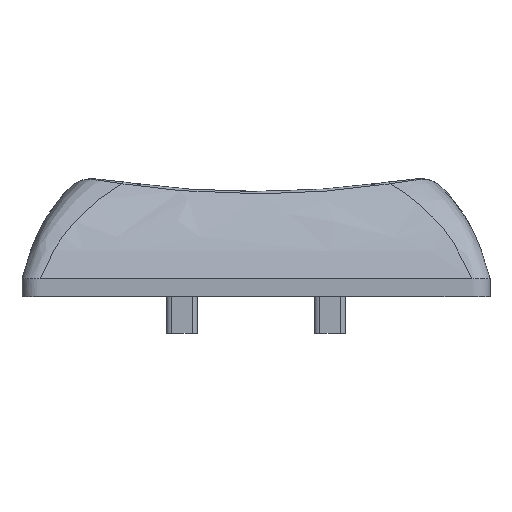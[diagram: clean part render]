
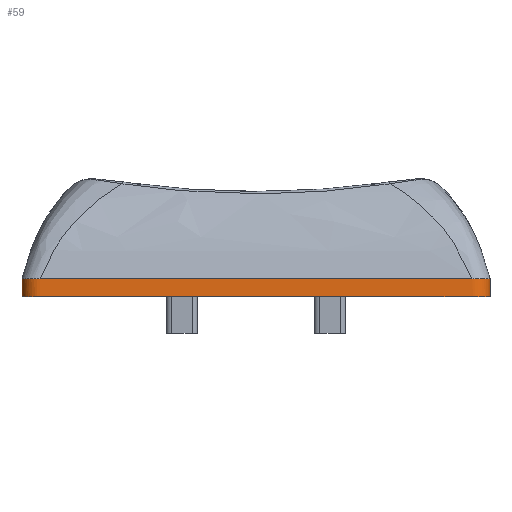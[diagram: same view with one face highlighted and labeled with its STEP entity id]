
A CAD part, front view. The second image highlights one B-rep face of the part: STEP entity #59.
In plain terms, the highlighted free-form (B-spline) face has degree [1, 2] with [2, 9] control points.
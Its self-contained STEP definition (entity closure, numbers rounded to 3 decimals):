
#59=ADVANCED_FACE('',(#143),#1322,.T.);
#143=FACE_OUTER_BOUND('',#229,.T.);
#229=EDGE_LOOP('',(#498,#499,#500,#501,#502,#503,#504));
#498=ORIENTED_EDGE('',*,*,#936,.T.);
#499=ORIENTED_EDGE('',*,*,#877,.T.);
#500=ORIENTED_EDGE('',*,*,#878,.T.);
#501=ORIENTED_EDGE('',*,*,#879,.T.);
#502=ORIENTED_EDGE('',*,*,#880,.T.);
#503=ORIENTED_EDGE('',*,*,#846,.F.);
#504=ORIENTED_EDGE('',*,*,#937,.F.);
#846=EDGE_CURVE('',#1242,#1243,#1106,.T.);
#877=EDGE_CURVE('',#1264,#1265,#1137,.T.);
#878=EDGE_CURVE('',#1265,#1266,#1138,.T.);
#879=EDGE_CURVE('',#1266,#1267,#1139,.T.);
#880=EDGE_CURVE('',#1267,#1243,#1140,.T.);
#936=EDGE_CURVE('',#1304,#1264,#1158,.T.);
#937=EDGE_CURVE('',#1304,#1242,#1159,.T.);
#1106=(
BOUNDED_CURVE()
B_SPLINE_CURVE(1,(#5035,#5036),.UNSPECIFIED.,.F.,.F.)
B_SPLINE_CURVE_WITH_KNOTS((2,2),(0.,0.7),.UNSPECIFIED.)
CURVE()
GEOMETRIC_REPRESENTATION_ITEM()
RATIONAL_B_SPLINE_CURVE((1.,1.))
REPRESENTATION_ITEM('')
);
#1137=(
BOUNDED_CURVE()
B_SPLINE_CURVE(2,(#5233,#5234,#5235),.UNSPECIFIED.,.F.,.F.)
B_SPLINE_CURVE_WITH_KNOTS((3,3),(35.399,36.499),
 .UNSPECIFIED.)
CURVE()
GEOMETRIC_REPRESENTATION_ITEM()
RATIONAL_B_SPLINE_CURVE((1.,0.707,1.))
REPRESENTATION_ITEM('')
);
#1138=(
BOUNDED_CURVE()
B_SPLINE_CURVE(2,(#5236,#5237,#5238),.UNSPECIFIED.,.F.,.F.)
B_SPLINE_CURVE_WITH_KNOTS((3,3),(36.499,53.099),
 .UNSPECIFIED.)
CURVE()
GEOMETRIC_REPRESENTATION_ITEM()
RATIONAL_B_SPLINE_CURVE((1.,1.,1.))
REPRESENTATION_ITEM('')
);
#1139=(
BOUNDED_CURVE()
B_SPLINE_CURVE(2,(#5239,#5240,#5241),.UNSPECIFIED.,.F.,.F.)
B_SPLINE_CURVE_WITH_KNOTS((3,3),(53.099,54.198),
 .UNSPECIFIED.)
CURVE()
GEOMETRIC_REPRESENTATION_ITEM()
RATIONAL_B_SPLINE_CURVE((1.,0.707,1.))
REPRESENTATION_ITEM('')
);
#1140=(
BOUNDED_CURVE()
B_SPLINE_CURVE(2,(#5242,#5243,#5244),.UNSPECIFIED.,.F.,.F.)
B_SPLINE_CURVE_WITH_KNOTS((3,3),(54.198,70.798),
 .UNSPECIFIED.)
CURVE()
GEOMETRIC_REPRESENTATION_ITEM()
RATIONAL_B_SPLINE_CURVE((1.,1.,1.))
REPRESENTATION_ITEM('')
);
#1158=(
BOUNDED_CURVE()
B_SPLINE_CURVE(1,(#5792,#5793),.UNSPECIFIED.,.F.,.F.)
B_SPLINE_CURVE_WITH_KNOTS((2,2),(0.,0.7),.UNSPECIFIED.)
CURVE()
GEOMETRIC_REPRESENTATION_ITEM()
RATIONAL_B_SPLINE_CURVE((1.,1.))
REPRESENTATION_ITEM('')
);
#1159=(
BOUNDED_CURVE()
B_SPLINE_CURVE(2,(#5794,#5795,#5796,#5797,#5798,#5799,#5800,#5801,#5802),
 .UNSPECIFIED.,.F.,.F.)
B_SPLINE_CURVE_WITH_KNOTS((3,2,2,2,3),(35.399,36.499,
53.099,54.198,70.798),.UNSPECIFIED.)
CURVE()
GEOMETRIC_REPRESENTATION_ITEM()
RATIONAL_B_SPLINE_CURVE((1.,0.707,1.,1.,1.,0.707,
1.,1.,1.))
REPRESENTATION_ITEM('')
);
#1242=VERTEX_POINT('',#4675);
#1243=VERTEX_POINT('',#4676);
#1264=VERTEX_POINT('',#4697);
#1265=VERTEX_POINT('',#4698);
#1266=VERTEX_POINT('',#4699);
#1267=VERTEX_POINT('',#4700);
#1304=VERTEX_POINT('',#4737);
#1322=(
BOUNDED_SURFACE()
B_SPLINE_SURFACE(1,2,((#4357,#4358,#4359,#4360,#4361,#4362,#4363,#4364,
#4365),(#4366,#4367,#4368,#4369,#4370,#4371,#4372,#4373,#4374)),
 .UNSPECIFIED.,.F.,.F.,.F.)
B_SPLINE_SURFACE_WITH_KNOTS((2,2),(3,2,2,2,3),(0.,0.7),(35.399,
36.499,53.099,54.198,70.798),
 .UNSPECIFIED.)
GEOMETRIC_REPRESENTATION_ITEM()
RATIONAL_B_SPLINE_SURFACE(((1.,0.707,1.,1.,1.,0.707,
1.,1.,1.),(1.,0.707,1.,1.,1.,0.707,1.,1.,1.)))
REPRESENTATION_ITEM('')
SURFACE()
);
#4357=CARTESIAN_POINT('',(34.5,11.7,-0.4));
#4358=CARTESIAN_POINT('',(34.5,11.,-0.4));
#4359=CARTESIAN_POINT('',(33.8,11.,-0.4));
#4360=CARTESIAN_POINT('',(25.5,11.,-0.4));
#4361=CARTESIAN_POINT('',(17.2,11.,-0.4));
#4362=CARTESIAN_POINT('',(16.5,11.,-0.4));
#4363=CARTESIAN_POINT('',(16.5,11.7,-0.4));
#4364=CARTESIAN_POINT('',(16.5,20.,-0.4));
#4365=CARTESIAN_POINT('',(16.5,28.3,-0.4));
#4366=CARTESIAN_POINT('',(34.5,11.7,0.3));
#4367=CARTESIAN_POINT('',(34.5,11.,0.3));
#4368=CARTESIAN_POINT('',(33.8,11.,0.3));
#4369=CARTESIAN_POINT('',(25.5,11.,0.3));
#4370=CARTESIAN_POINT('',(17.2,11.,0.3));
#4371=CARTESIAN_POINT('',(16.5,11.,0.3));
#4372=CARTESIAN_POINT('',(16.5,11.7,0.3));
#4373=CARTESIAN_POINT('',(16.5,20.,0.3));
#4374=CARTESIAN_POINT('',(16.5,28.3,0.3));
#4675=CARTESIAN_POINT('',(16.5,28.3,-0.4));
#4676=CARTESIAN_POINT('',(16.5,28.3,0.3));
#4697=CARTESIAN_POINT('',(34.5,11.7,0.3));
#4698=CARTESIAN_POINT('',(33.8,11.,0.3));
#4699=CARTESIAN_POINT('',(17.2,11.,0.3));
#4700=CARTESIAN_POINT('',(16.5,11.7,0.3));
#4737=CARTESIAN_POINT('',(34.5,11.7,-0.4));
#5035=CARTESIAN_POINT('',(16.5,28.3,-0.4));
#5036=CARTESIAN_POINT('',(16.5,28.3,0.3));
#5233=CARTESIAN_POINT('',(34.5,11.7,0.3));
#5234=CARTESIAN_POINT('',(34.5,11.,0.3));
#5235=CARTESIAN_POINT('',(33.8,11.,0.3));
#5236=CARTESIAN_POINT('',(33.8,11.,0.3));
#5237=CARTESIAN_POINT('',(25.5,11.,0.3));
#5238=CARTESIAN_POINT('',(17.2,11.,0.3));
#5239=CARTESIAN_POINT('',(17.2,11.,0.3));
#5240=CARTESIAN_POINT('',(16.5,11.,0.3));
#5241=CARTESIAN_POINT('',(16.5,11.7,0.3));
#5242=CARTESIAN_POINT('',(16.5,11.7,0.3));
#5243=CARTESIAN_POINT('',(16.5,20.,0.3));
#5244=CARTESIAN_POINT('',(16.5,28.3,0.3));
#5792=CARTESIAN_POINT('',(34.5,11.7,-0.4));
#5793=CARTESIAN_POINT('',(34.5,11.7,0.3));
#5794=CARTESIAN_POINT('',(34.5,11.7,-0.4));
#5795=CARTESIAN_POINT('',(34.5,11.,-0.4));
#5796=CARTESIAN_POINT('',(33.8,11.,-0.4));
#5797=CARTESIAN_POINT('',(25.5,11.,-0.4));
#5798=CARTESIAN_POINT('',(17.2,11.,-0.4));
#5799=CARTESIAN_POINT('',(16.5,11.,-0.4));
#5800=CARTESIAN_POINT('',(16.5,11.7,-0.4));
#5801=CARTESIAN_POINT('',(16.5,20.,-0.4));
#5802=CARTESIAN_POINT('',(16.5,28.3,-0.4));
